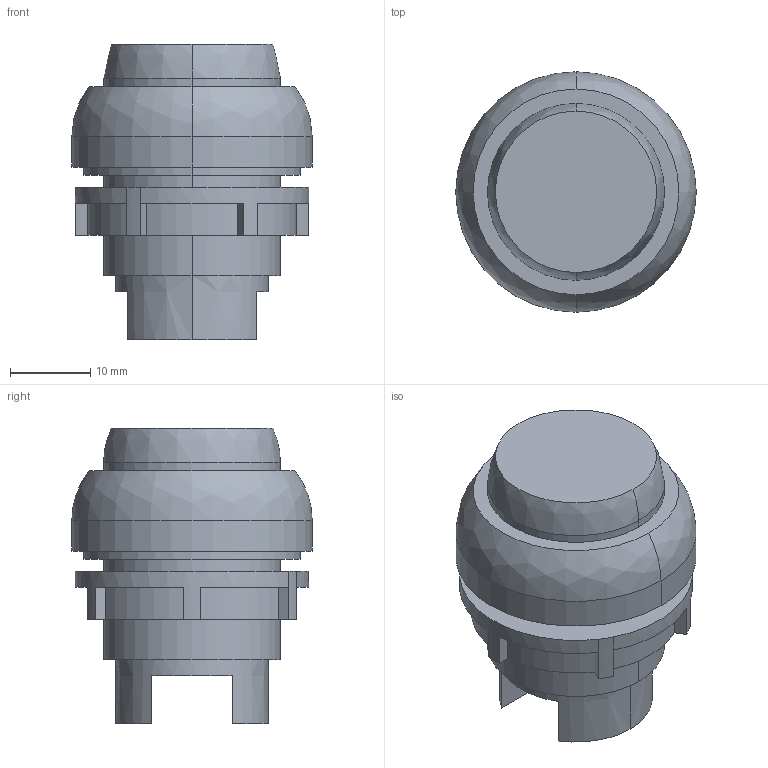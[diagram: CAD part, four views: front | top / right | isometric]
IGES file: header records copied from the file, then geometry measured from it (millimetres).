
Start section:  PTC IGES file: tete_023852_ew.igs
Global section: file name: tete_023852_ew.igs; native system:  by Parametric Technology Corporation; preprocessor: 2013430; organization: Unknown; date: 20170510.164752; units: millimetre
Bounding box: 29.9 x 29.9 x 36.8 mm (x, y, z)
Volume: 16306.5 mm3; surface area: 4695.1 mm2
Topology: 1 solids, 1 shells, 54 faces, 132 edges, 86 vertices
Faces by surface type: bspline 30, revolution 24
